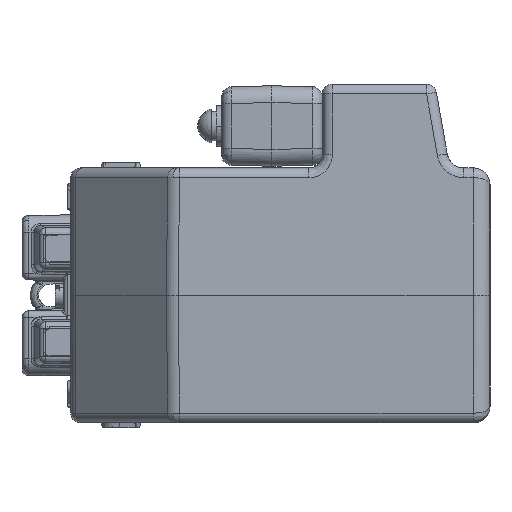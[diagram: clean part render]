
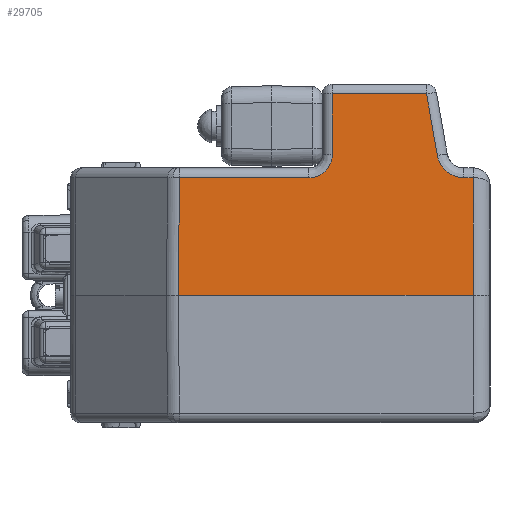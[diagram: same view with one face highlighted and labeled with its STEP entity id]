
A CAD part, left-side view. The second image highlights one B-rep face of the part: STEP entity #29705.
In plain terms, the highlighted planar face has unit normal (-1, 0, 0.026).
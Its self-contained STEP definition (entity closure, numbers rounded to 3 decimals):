
#666 = DIRECTION ( 'NONE',  ( -1., 0., 0.026 ) ) ;
#707 = PLANE ( 'NONE',  #21486 ) ;
#716 = DIRECTION ( 'NONE',  ( 0.026, 0., 1. ) ) ;
#731 = CARTESIAN_POINT ( 'NONE',  ( -157.5, 63., 0. ) ) ;
#1595 = CARTESIAN_POINT ( 'NONE',  ( -156.581, 63., 35.079 ) ) ;
#1611 = DIRECTION ( 'NONE',  ( 0., 1., 0. ) ) ;
#1635 = DIRECTION ( 'NONE',  ( -0.026, 0.011, -1. ) ) ;
#1636 = DIRECTION ( 'NONE',  ( 0., -1., 0. ) ) ;
#1638 = CARTESIAN_POINT ( 'NONE',  ( -157.5, 63., 0. ) ) ;
#1670 = CARTESIAN_POINT ( 'NONE',  ( -157.509, 30.933, -0.348 ) ) ;
#6524 = EDGE_LOOP ( 'NONE', ( #11143, #11151, #11145, #11129, #11165, #11123, #42273, #11160, #11161, #42276 ) ) ;
#11123 = ORIENTED_EDGE ( 'NONE', *, *, #32300, .T. ) ;
#11129 = ORIENTED_EDGE ( 'NONE', *, *, #32108, .T. ) ;
#11143 = ORIENTED_EDGE ( 'NONE', *, *, #30112, .T. ) ;
#11145 = ORIENTED_EDGE ( 'NONE', *, *, #30121, .T. ) ;
#11151 = ORIENTED_EDGE ( 'NONE', *, *, #30126, .T. ) ;
#11160 = ORIENTED_EDGE ( 'NONE', *, *, #32317, .T. ) ;
#11161 = ORIENTED_EDGE ( 'NONE', *, *, #30929, .T. ) ;
#11165 = ORIENTED_EDGE ( 'NONE', *, *, #32194, .T. ) ;
#13816 = LINE ( 'NONE', #18253, #14142 ) ;
#13942 = LINE ( 'NONE', #15346, #13969 ) ;
#13969 = VECTOR ( 'NONE', #15320, 1000. ) ;
#14142 = VECTOR ( 'NONE', #18302, 1000. ) ;
#14628 = LINE ( 'NONE', #17495, #14631 ) ;
#14631 = VECTOR ( 'NONE', #17449, 1000. ) ;
#14752 = VECTOR ( 'NONE', #17766, 1000. ) ;
#14758 = LINE ( 'NONE', #17746, #14752 ) ;
#14777 = LINE ( 'NONE', #18016, #14778 ) ;
#14778 = VECTOR ( 'NONE', #18018, 1000. ) ;
#15320 = DIRECTION ( 'NONE',  ( -0.026, 0., -1. ) ) ;
#15346 = CARTESIAN_POINT ( 'NONE',  ( -157.5, -15., 0. ) ) ;
#17420 = CARTESIAN_POINT ( 'NONE',  ( -156.398, -15., 42.079 ) ) ;
#17449 = DIRECTION ( 'NONE',  ( 0.026, 0., 1. ) ) ;
#17495 = CARTESIAN_POINT ( 'NONE',  ( -157.5, -57., 0. ) ) ;
#17527 = CARTESIAN_POINT ( 'NONE',  ( -156.581, -8., 35.079 ) ) ;
#17529 = CARTESIAN_POINT ( 'NONE',  ( -156.506, -15., 37.978 ) ) ;
#17550 = CARTESIAN_POINT ( 'NONE',  ( -156.581, -12.101, 35.079 ) ) ;
#17746 = CARTESIAN_POINT ( 'NONE',  ( -156.581, -54.195, 35.079 ) ) ;
#17766 = DIRECTION ( 'NONE',  ( 0., 1., 0. ) ) ;
#18016 = CARTESIAN_POINT ( 'NONE',  ( -156.978, -50.152, 19.938 ) ) ;
#18018 = DIRECTION ( 'NONE',  ( 0.026, 0.174, 0.984 ) ) ;
#18154 = CARTESIAN_POINT ( 'NONE',  ( -156.581, -50.134, 35.079 ) ) ;
#18162 = CARTESIAN_POINT ( 'NONE',  ( -156.513, -47.022, 37.689 ) ) ;
#18171 = CARTESIAN_POINT ( 'NONE',  ( -156.408, -46.317, 41.689 ) ) ;
#18224 = CARTESIAN_POINT ( 'NONE',  ( -156.581, -54.195, 35.079 ) ) ;
#18253 = CARTESIAN_POINT ( 'NONE',  ( -155.927, -15., 60.079 ) ) ;
#18302 = DIRECTION ( 'NONE',  ( 0., 1., 0. ) ) ;
#21486 = AXIS2_PLACEMENT_3D ( 'NONE', #731, #666, #716 ) ;
#22462 = VERTEX_POINT ( 'NONE', #35942 ) ;
#22499 = VERTEX_POINT ( 'NONE', #35983 ) ;
#22794 = VERTEX_POINT ( 'NONE', #36280 ) ;
#22831 = VERTEX_POINT ( 'NONE', #36334 ) ;
#22834 = VERTEX_POINT ( 'NONE', #36366 ) ;
#22844 = VERTEX_POINT ( 'NONE', #36416 ) ;
#22846 = VERTEX_POINT ( 'NONE', #36372 ) ;
#22850 = VERTEX_POINT ( 'NONE', #36374 ) ;
#22868 = VERTEX_POINT ( 'NONE', #36440 ) ;
#22920 = VERTEX_POINT ( 'NONE', #36514 ) ;
#27530 =( BOUNDED_CURVE ( )  B_SPLINE_CURVE ( 3, ( #18224, #18154, #18162, #18171 ),
 .UNSPECIFIED., .F., .F. ) 
 B_SPLINE_CURVE_WITH_KNOTS ( ( 4, 4 ),
 ( 0., 1.396 ),
 .UNSPECIFIED. ) 
 CURVE ( )  GEOMETRIC_REPRESENTATION_ITEM ( )  RATIONAL_B_SPLINE_CURVE ( ( 1., 0.844, 0.844, 1. ) ) 
 REPRESENTATION_ITEM ( '' )  );
#27569 =( BOUNDED_CURVE ( )  B_SPLINE_CURVE ( 3, ( #17420, #17529, #17550, #17527 ),
 .UNSPECIFIED., .F., .T. ) 
 B_SPLINE_CURVE_WITH_KNOTS ( ( 4, 4 ),
 ( 1.571, 3.142 ),
 .UNSPECIFIED. ) 
 CURVE ( )  GEOMETRIC_REPRESENTATION_ITEM ( )  RATIONAL_B_SPLINE_CURVE ( ( 1., 0.805, 0.805, 1. ) ) 
 REPRESENTATION_ITEM ( '' )  );
#28514 = FACE_OUTER_BOUND ( 'NONE', #6524, .T. ) ;
#28834 = LINE ( 'NONE', #1638, #28865 ) ;
#28836 = VECTOR ( 'NONE', #1635, 1000. ) ;
#28846 = VECTOR ( 'NONE', #1611, 1000. ) ;
#28864 = LINE ( 'NONE', #1595, #28846 ) ;
#28865 = VECTOR ( 'NONE', #1636, 1000. ) ;
#28866 = LINE ( 'NONE', #1670, #28836 ) ;
#29705 = ADVANCED_FACE ( 'NONE', ( #28514 ), #707, .T. ) ;
#30112 = EDGE_CURVE ( 'NONE', #22462, #22920, #28864, .T. ) ;
#30121 = EDGE_CURVE ( 'NONE', #22868, #22831, #28834, .T. ) ;
#30126 = EDGE_CURVE ( 'NONE', #22920, #22868, #28866, .T. ) ;
#30929 = EDGE_CURVE ( 'NONE', #22834, #22499, #13942, .T. ) ;
#32108 = EDGE_CURVE ( 'NONE', #22831, #22850, #14628, .T. ) ;
#32118 = EDGE_CURVE ( 'NONE', #22499, #22462, #27569, .T. ) ;
#32194 = EDGE_CURVE ( 'NONE', #22850, #22844, #14758, .T. ) ;
#32268 = EDGE_CURVE ( 'NONE', #22794, #22846, #14777, .T. ) ;
#32300 = EDGE_CURVE ( 'NONE', #22844, #22794, #27530, .T. ) ;
#32317 = EDGE_CURVE ( 'NONE', #22846, #22834, #13816, .T. ) ;
#35942 = CARTESIAN_POINT ( 'NONE',  ( -156.581, -8., 35.079 ) ) ;
#35983 = CARTESIAN_POINT ( 'NONE',  ( -156.398, -15., 42.079 ) ) ;
#36280 = CARTESIAN_POINT ( 'NONE',  ( -156.408, -46.317, 41.689 ) ) ;
#36334 = CARTESIAN_POINT ( 'NONE',  ( -157.5, -57., 0. ) ) ;
#36366 = CARTESIAN_POINT ( 'NONE',  ( -155.927, -15., 60.079 ) ) ;
#36372 = CARTESIAN_POINT ( 'NONE',  ( -155.927, -43.075, 60.079 ) ) ;
#36374 = CARTESIAN_POINT ( 'NONE',  ( -156.581, -57., 35.079 ) ) ;
#36416 = CARTESIAN_POINT ( 'NONE',  ( -156.581, -54.195, 35.079 ) ) ;
#36440 = CARTESIAN_POINT ( 'NONE',  ( -157.5, 30.93, 0. ) ) ;
#36514 = CARTESIAN_POINT ( 'NONE',  ( -156.581, 30.549, 35.079 ) ) ;
#42273 = ORIENTED_EDGE ( 'NONE', *, *, #32268, .T. ) ;
#42276 = ORIENTED_EDGE ( 'NONE', *, *, #32118, .T. ) ;
